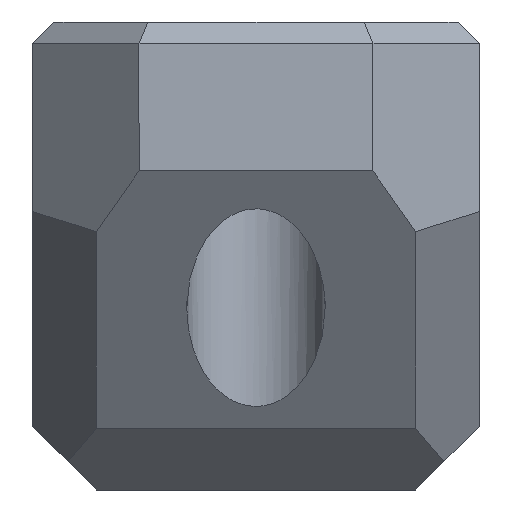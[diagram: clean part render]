
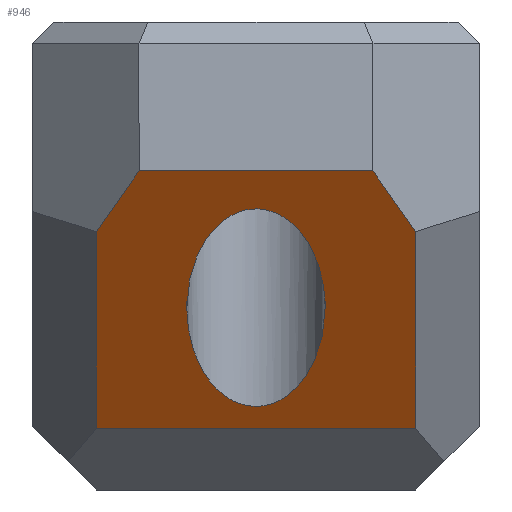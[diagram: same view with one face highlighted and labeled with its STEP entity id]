
A CAD part, front view. The second image highlights one B-rep face of the part: STEP entity #946.
In plain terms, the highlighted planar face has unit normal (0, -0.819, -0.574).
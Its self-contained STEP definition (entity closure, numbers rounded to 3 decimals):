
#4 = VECTOR ( 'NONE', #209, 1000. ) ;
#5 = CARTESIAN_POINT ( 'NONE',  ( 5.359, -27.141, 15.201 ) ) ;
#12 = VECTOR ( 'NONE', #370, 1000. ) ;
#22 = CARTESIAN_POINT ( 'NONE',  ( -7.5, -25., 12.144 ) ) ;
#28 = CARTESIAN_POINT ( 'NONE',  ( 7.5, -18.533, 2.907 ) ) ;
#90 = DIRECTION ( 'NONE',  ( -0.498, -0.498, 0.711 ) ) ;
#162 = LINE ( 'NONE', #354, #462 ) ;
#209 = DIRECTION ( 'NONE',  ( 1., 0., 0. ) ) ;
#283 = DIRECTION ( 'NONE',  ( 0., -0.574, 0.819 ) ) ;
#295 = CARTESIAN_POINT ( 'NONE',  ( -5.5, -27., 15. ) ) ;
#320 = EDGE_CURVE ( 'NONE', #721, #976, #1366, .T. ) ;
#335 = VECTOR ( 'NONE', #766, 1000. ) ;
#344 = LINE ( 'NONE', #1112, #4 ) ;
#351 = VECTOR ( 'NONE', #90, 1000. ) ;
#354 = CARTESIAN_POINT ( 'NONE',  ( 7.5, -22., 7.859 ) ) ;
#362 = EDGE_CURVE ( 'NONE', #395, #825, #1333, .T. ) ;
#370 = DIRECTION ( 'NONE',  ( -0.498, 0.498, -0.711 ) ) ;
#395 = VERTEX_POINT ( 'NONE', #1414 ) ;
#404 = PLANE ( 'NONE',  #1287 ) ;
#430 = CARTESIAN_POINT ( 'NONE',  ( 5.5, -27., 15. ) ) ;
#462 = VECTOR ( 'NONE', #478, 1000. ) ;
#478 = DIRECTION ( 'NONE',  ( 0., -0.574, 0.819 ) ) ;
#521 = CARTESIAN_POINT ( 'NONE',  ( -3.25, -22.5, 8.573 ) ) ;
#526 = CARTESIAN_POINT ( 'NONE',  ( -3.25, -16., -0.71 ) ) ;
#541 = EDGE_CURVE ( 'NONE', #825, #721, #679, .T. ) ;
#543 = CARTESIAN_POINT ( 'NONE',  ( 3.25, -22.5, 8.573 ) ) ;
#560 = VERTEX_POINT ( 'NONE', #594 ) ;
#564 = ORIENTED_EDGE ( 'NONE', *, *, #320, .T. ) ;
#568 = EDGE_CURVE ( 'NONE', #560, #1371, #921, .T. ) ;
#594 = CARTESIAN_POINT ( 'NONE',  ( 3.25, -22.5, 8.573 ) ) ;
#604 = ORIENTED_EDGE ( 'NONE', *, *, #1162, .T. ) ;
#607 = CARTESIAN_POINT ( 'NONE',  ( 3.25, -16., -0.71 ) ) ;
#614 = ORIENTED_EDGE ( 'NONE', *, *, #541, .T. ) ;
#623 =( BOUNDED_CURVE ( )  B_SPLINE_CURVE ( 3, ( #1375, #1321, #1165, #1146 ),
 .UNSPECIFIED., .F., .F. ) 
 B_SPLINE_CURVE_WITH_KNOTS ( ( 4, 4 ),
 ( 4.712, 7.854 ),
 .UNSPECIFIED. ) 
 CURVE ( )  GEOMETRIC_REPRESENTATION_ITEM ( )  RATIONAL_B_SPLINE_CURVE ( ( 1., 0.333, 0.333, 1. ) ) 
 REPRESENTATION_ITEM ( '' )  );
#642 = ORIENTED_EDGE ( 'NONE', *, *, #1579, .T. ) ;
#660 = ORIENTED_EDGE ( 'NONE', *, *, #678, .T. ) ;
#676 = FACE_BOUND ( 'NONE', #1318, .T. ) ;
#678 = EDGE_CURVE ( 'NONE', #1371, #560, #623, .T. ) ;
#679 = LINE ( 'NONE', #716, #335 ) ;
#716 = CARTESIAN_POINT ( 'NONE',  ( 10.5, -27., 15. ) ) ;
#721 = VERTEX_POINT ( 'NONE', #1467 ) ;
#749 = ORIENTED_EDGE ( 'NONE', *, *, #568, .T. ) ;
#766 = DIRECTION ( 'NONE',  ( -1., 0., 0. ) ) ;
#769 = LINE ( 'NONE', #969, #1023 ) ;
#802 = CARTESIAN_POINT ( 'NONE',  ( -3.25, -22.5, 8.573 ) ) ;
#819 = VERTEX_POINT ( 'NONE', #822 ) ;
#822 = CARTESIAN_POINT ( 'NONE',  ( -7.5, -18.533, 2.907 ) ) ;
#825 = VERTEX_POINT ( 'NONE', #430 ) ;
#877 = ORIENTED_EDGE ( 'NONE', *, *, #362, .T. ) ;
#921 =( BOUNDED_CURVE ( )  B_SPLINE_CURVE ( 3, ( #543, #607, #526, #521 ),
 .UNSPECIFIED., .F., .F. ) 
 B_SPLINE_CURVE_WITH_KNOTS ( ( 4, 4 ),
 ( 1.571, 4.712 ),
 .UNSPECIFIED. ) 
 CURVE ( )  GEOMETRIC_REPRESENTATION_ITEM ( )  RATIONAL_B_SPLINE_CURVE ( ( 1., 0.333, 0.333, 1. ) ) 
 REPRESENTATION_ITEM ( '' )  );
#936 = VERTEX_POINT ( 'NONE', #28 ) ;
#946 = ADVANCED_FACE ( 'NONE', ( #676, #1622 ), #404, .F. ) ;
#969 = CARTESIAN_POINT ( 'NONE',  ( -7.5, -16.497, 0. ) ) ;
#976 = VERTEX_POINT ( 'NONE', #22 ) ;
#1023 = VECTOR ( 'NONE', #1584, 1000. ) ;
#1112 = CARTESIAN_POINT ( 'NONE',  ( 10.5, -18.533, 2.907 ) ) ;
#1146 = CARTESIAN_POINT ( 'NONE',  ( 3.25, -22.5, 8.573 ) ) ;
#1158 = EDGE_LOOP ( 'NONE', ( #604, #1503, #642, #877, #614, #564 ) ) ;
#1162 = EDGE_CURVE ( 'NONE', #976, #819, #769, .T. ) ;
#1165 = CARTESIAN_POINT ( 'NONE',  ( 3.25, -29., 17.856 ) ) ;
#1168 = EDGE_CURVE ( 'NONE', #819, #936, #344, .T. ) ;
#1171 = DIRECTION ( 'NONE',  ( 0., 0.819, 0.574 ) ) ;
#1287 = AXIS2_PLACEMENT_3D ( 'NONE', #1544, #1171, #283 ) ;
#1318 = EDGE_LOOP ( 'NONE', ( #749, #660 ) ) ;
#1321 = CARTESIAN_POINT ( 'NONE',  ( -3.25, -29., 17.856 ) ) ;
#1333 = LINE ( 'NONE', #5, #351 ) ;
#1366 = LINE ( 'NONE', #295, #12 ) ;
#1371 = VERTEX_POINT ( 'NONE', #802 ) ;
#1375 = CARTESIAN_POINT ( 'NONE',  ( -3.25, -22.5, 8.573 ) ) ;
#1414 = CARTESIAN_POINT ( 'NONE',  ( 7.5, -25., 12.144 ) ) ;
#1467 = CARTESIAN_POINT ( 'NONE',  ( -5.5, -27., 15. ) ) ;
#1503 = ORIENTED_EDGE ( 'NONE', *, *, #1168, .T. ) ;
#1544 = CARTESIAN_POINT ( 'NONE',  ( 10.5, -16.497, 0. ) ) ;
#1579 = EDGE_CURVE ( 'NONE', #936, #395, #162, .T. ) ;
#1584 = DIRECTION ( 'NONE',  ( 0., 0.574, -0.819 ) ) ;
#1622 = FACE_OUTER_BOUND ( 'NONE', #1158, .T. ) ;
